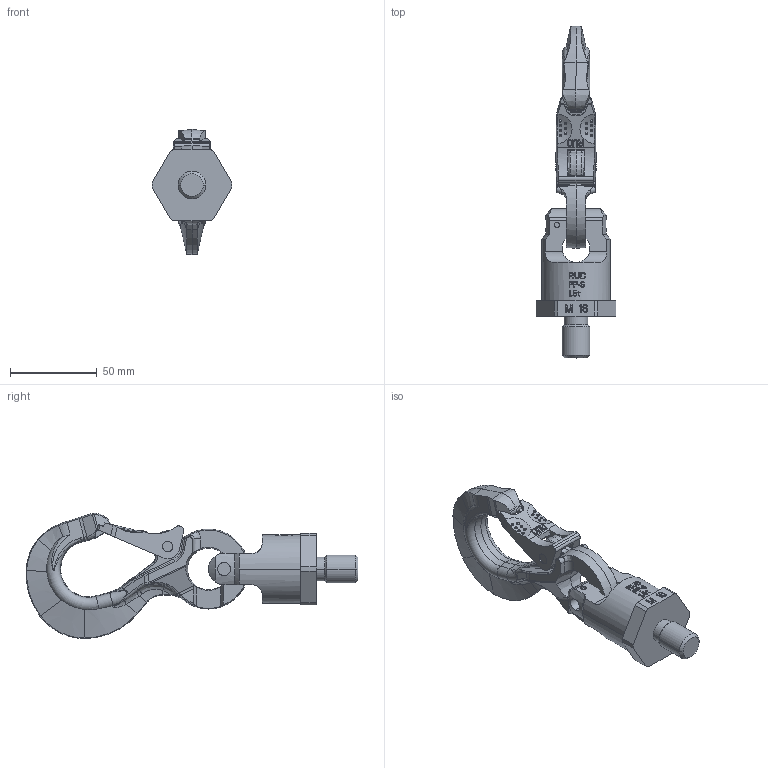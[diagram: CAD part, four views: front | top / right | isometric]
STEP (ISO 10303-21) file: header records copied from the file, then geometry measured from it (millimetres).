
FILE_DESCRIPTION((''),'2;1');
FILE_NAME('4-PPS-1_5T-M16','2005-01-20T',('jakubetz'),(''),'PRO/ENGINEER BY PARAMETRIC TECHNOLOGY CORPORATION, 2001400','PRO/ENGINEER BY PARAMETRIC TECHNOLOGY CORPORATION, 2001400','');
FILE_SCHEMA(('CONFIG_CONTROL_DESIGN'));
Length unit declared in the file: millimetre
Products named in the file (1): 4-PPS-1_5T-M16
Bounding box: 45.99 x 190.97 x 72 mm (x, y, z)
Volume: 110832.7 mm3; surface area: 32498.5 mm2
Topology: 4 solids, 4 shells, 822 faces, 2239 edges, 1439 vertices
Faces by surface type: plane 534, cylinder 116, bspline 64, cone 52, sphere 32, torus 24
Entity records: 30318 total; most frequent: CARTESIAN_POINT 10943, ORIENTED_EDGE 4422, DIRECTION 3418, EDGE_CURVE 2211, VERTEX_POINT 1439, VECTOR 1170, LINE 1170, AXIS2_PLACEMENT_3D 1124
